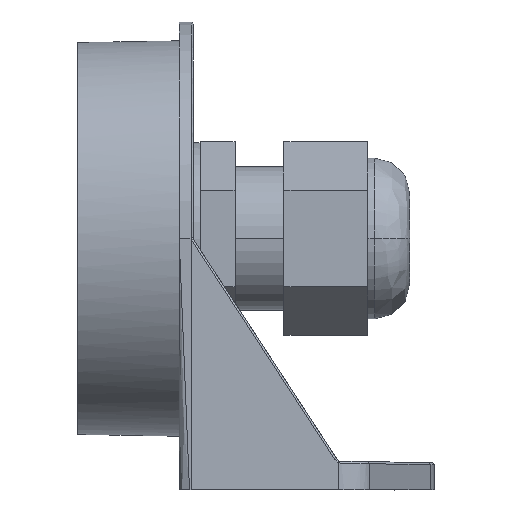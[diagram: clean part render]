
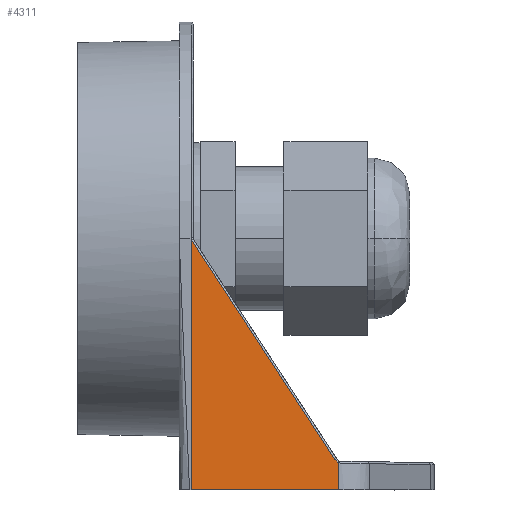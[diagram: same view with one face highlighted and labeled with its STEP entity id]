
A CAD part, left-side view. The second image highlights one B-rep face of the part: STEP entity #4311.
In plain terms, the highlighted planar face has unit normal (-0.999, -0.035, 0).
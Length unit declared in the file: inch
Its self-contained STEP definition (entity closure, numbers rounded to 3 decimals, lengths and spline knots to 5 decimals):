
#469 = EDGE_LOOP ( 'NONE', ( #15348, #10177, #16673, #17240, #3400, #11173, #19832, #8996 ) ) ;
#507 = CARTESIAN_POINT ( 'NONE',  ( -1.19217, -0.79878, -1.24657 ) ) ;
#702 = VERTEX_POINT ( 'NONE', #8592 ) ;
#836 = CARTESIAN_POINT ( 'NONE',  ( -1.22045, 0.01114, 0. ) ) ;
#944 = EDGE_CURVE ( 'NONE', #4500, #12649, #18993, .T. ) ;
#1129 = CARTESIAN_POINT ( 'NONE',  ( -1.22047, 0.01181, 0. ) ) ;
#1633 = CARTESIAN_POINT ( 'NONE',  ( -1.19161, -0.81481, -1.26093 ) ) ;
#1843 = CARTESIAN_POINT ( 'NONE',  ( -1.19201, -0.80322, -1.25196 ) ) ;
#2169 = CARTESIAN_POINT ( 'NONE',  ( -1.19205, -0.80207, -1.2507 ) ) ;
#2302 = VERTEX_POINT ( 'NONE', #16946 ) ;
#2429 = LINE ( 'NONE', #1129, #6631 ) ;
#2651 = B_SPLINE_CURVE_WITH_KNOTS ( 'NONE', 3,
 ( #6221, #6328, #17481, #14503 ),
 .UNSPECIFIED., .F., .F.,
 ( 4, 4 ),
 ( 0., 1. ),
 .UNSPECIFIED. ) ;
#2917 = CARTESIAN_POINT ( 'NONE',  ( -1.19193, -0.80558, -1.25416 ) ) ;
#3343 = CARTESIAN_POINT ( 'NONE',  ( -1.22281, 0.0787, 0. ) ) ;
#3400 = ORIENTED_EDGE ( 'NONE', *, *, #11908, .T. ) ;
#4311 = ADVANCED_FACE ( 'NONE', ( #19137 ), #20735, .T. ) ;
#4393 = CARTESIAN_POINT ( 'NONE',  ( -1.19176, -0.81052, -1.2581 ) ) ;
#4402 = VERTEX_POINT ( 'NONE', #19556 ) ;
#4435 = EDGE_CURVE ( 'NONE', #4500, #2302, #16495, .T. ) ;
#4497 = CARTESIAN_POINT ( 'NONE',  ( -1.1919, -0.8064, -1.25486 ) ) ;
#4500 = VERTEX_POINT ( 'NONE', #14904 ) ;
#4591 = CARTESIAN_POINT ( 'NONE',  ( -1.19163, -0.81406, -1.2605 ) ) ;
#5144 = CARTESIAN_POINT ( 'NONE',  ( -1.19151, -0.81759, -1.41732 ) ) ;
#5149 = AXIS2_PLACEMENT_3D ( 'NONE', #3343, #16059, #7907 ) ;
#5992 = CARTESIAN_POINT ( 'NONE',  ( -1.19161, -0.81481, -1.26093 ) ) ;
#6221 = CARTESIAN_POINT ( 'NONE',  ( -1.19151, -0.81759, -1.26238 ) ) ;
#6233 = EDGE_CURVE ( 'NONE', #12649, #18425, #2651, .T. ) ;
#6328 = CARTESIAN_POINT ( 'NONE',  ( -1.19154, -0.81669, -1.26197 ) ) ;
#6507 = CARTESIAN_POINT ( 'NONE',  ( -1.19209, -0.801, -1.24947 ) ) ;
#6631 = VECTOR ( 'NONE', #9605, 39.37008 ) ;
#6936 = CARTESIAN_POINT ( 'NONE',  ( -1.19207, -0.80156, -1.25012 ) ) ;
#7156 = EDGE_CURVE ( 'NONE', #17775, #17244, #19527, .T. ) ;
#7339 = EDGE_CURVE ( 'NONE', #17244, #4402, #9708, .T. ) ;
#7418 = VECTOR ( 'NONE', #10481, 39.37008 ) ;
#7691 = CARTESIAN_POINT ( 'NONE',  ( -1.19181, -0.8091, -1.25704 ) ) ;
#7907 = DIRECTION ( 'NONE',  ( 0.035, -0.999, 0. ) ) ;
#8105 = CARTESIAN_POINT ( 'NONE',  ( -1.19167, -0.81292, -1.25978 ) ) ;
#8148 = CARTESIAN_POINT ( 'NONE',  ( -1.22039, 0.00944, -0.00652 ) ) ;
#8227 = CARTESIAN_POINT ( 'NONE',  ( -1.22281, 0.0787, 0. ) ) ;
#8230 = B_SPLINE_CURVE_WITH_KNOTS ( 'NONE', 3,
 ( #1633, #4591, #8105, #14573, #12468, #4393, #10877, #7691, #20618, #4497, #2917, #15848, #9805, #1843, #2169, #6936, #10122, #6507, #13088, #11827, #14890 ),
 .UNSPECIFIED., .F., .F.,
 ( 4, 1, 1, 2, 2, 1, 2, 2, 1, 1, 2, 2, 4 ),
 ( 0., 0.125, 0.1875, 0.21875, 0.25, 0.375, 0.4375, 0.5, 0.625, 0.6875, 0.71875, 0.75, 1. ),
 .UNSPECIFIED. ) ;
#8592 = CARTESIAN_POINT ( 'NONE',  ( -1.19217, -0.79878, -1.24657 ) ) ;
#8996 = ORIENTED_EDGE ( 'NONE', *, *, #6233, .T. ) ;
#9605 = DIRECTION ( 'NONE',  ( 0., 0., -1. ) ) ;
#9708 = LINE ( 'NONE', #8227, #9769 ) ;
#9769 = VECTOR ( 'NONE', #19557, 39.37008 ) ;
#9805 = CARTESIAN_POINT ( 'NONE',  ( -1.19198, -0.80418, -1.2529 ) ) ;
#9953 = CARTESIAN_POINT ( 'NONE',  ( -1.22032, 0.00757, -0.00939 ) ) ;
#10122 = CARTESIAN_POINT ( 'NONE',  ( -1.19208, -0.80122, -1.24973 ) ) ;
#10177 = ORIENTED_EDGE ( 'NONE', *, *, #19817, .T. ) ;
#10481 = DIRECTION ( 'NONE',  ( -0.019, 0.546, 0.838 ) ) ;
#10877 = CARTESIAN_POINT ( 'NONE',  ( -1.19176, -0.81036, -1.25798 ) ) ;
#11173 = ORIENTED_EDGE ( 'NONE', *, *, #4435, .F. ) ;
#11827 = CARTESIAN_POINT ( 'NONE',  ( -1.19215, -0.79927, -1.24732 ) ) ;
#11908 = EDGE_CURVE ( 'NONE', #4402, #2302, #2429, .T. ) ;
#12468 = CARTESIAN_POINT ( 'NONE',  ( -1.19174, -0.81093, -1.25839 ) ) ;
#12649 = VERTEX_POINT ( 'NONE', #14017 ) ;
#13088 = CARTESIAN_POINT ( 'NONE',  ( -1.19212, -0.79997, -1.24824 ) ) ;
#13420 = DIRECTION ( 'NONE',  ( -0.035, 0.999, 0. ) ) ;
#14017 = CARTESIAN_POINT ( 'NONE',  ( -1.19151, -0.81759, -1.26238 ) ) ;
#14503 = CARTESIAN_POINT ( 'NONE',  ( -1.19161, -0.81481, -1.26093 ) ) ;
#14573 = CARTESIAN_POINT ( 'NONE',  ( -1.19172, -0.81153, -1.25883 ) ) ;
#14890 = CARTESIAN_POINT ( 'NONE',  ( -1.19217, -0.79878, -1.24657 ) ) ;
#14904 = CARTESIAN_POINT ( 'NONE',  ( -1.19151, -0.81759, -1.41732 ) ) ;
#15266 = VECTOR ( 'NONE', #19306, 39.37008 ) ;
#15348 = ORIENTED_EDGE ( 'NONE', *, *, #17706, .T. ) ;
#15848 = CARTESIAN_POINT ( 'NONE',  ( -1.19194, -0.80512, -1.25375 ) ) ;
#15920 = CARTESIAN_POINT ( 'NONE',  ( -1.19151, -0.81759, 0. ) ) ;
#16059 = DIRECTION ( 'NONE',  ( -0.999, -0.035, 0. ) ) ;
#16419 = CARTESIAN_POINT ( 'NONE',  ( -1.22045, 0.01114, 0. ) ) ;
#16495 = LINE ( 'NONE', #5144, #18366 ) ;
#16673 = ORIENTED_EDGE ( 'NONE', *, *, #7156, .T. ) ;
#16946 = CARTESIAN_POINT ( 'NONE',  ( -1.22047, 0.01181, -1.41732 ) ) ;
#17240 = ORIENTED_EDGE ( 'NONE', *, *, #7339, .T. ) ;
#17244 = VERTEX_POINT ( 'NONE', #836 ) ;
#17481 = CARTESIAN_POINT ( 'NONE',  ( -1.19157, -0.81576, -1.26148 ) ) ;
#17706 = EDGE_CURVE ( 'NONE', #18425, #702, #8230, .T. ) ;
#17775 = VERTEX_POINT ( 'NONE', #18071 ) ;
#18071 = CARTESIAN_POINT ( 'NONE',  ( -1.22032, 0.00757, -0.00939 ) ) ;
#18366 = VECTOR ( 'NONE', #13420, 39.37008 ) ;
#18425 = VERTEX_POINT ( 'NONE', #5992 ) ;
#18993 = LINE ( 'NONE', #15920, #15266 ) ;
#19137 = FACE_OUTER_BOUND ( 'NONE', #469, .T. ) ;
#19306 = DIRECTION ( 'NONE',  ( 0., 0., 1. ) ) ;
#19527 = B_SPLINE_CURVE_WITH_KNOTS ( 'NONE', 3,
 ( #9953, #8148, #19590, #16419 ),
 .UNSPECIFIED., .F., .F.,
 ( 4, 4 ),
 ( 0., 1. ),
 .UNSPECIFIED. ) ;
#19556 = CARTESIAN_POINT ( 'NONE',  ( -1.22047, 0.01181, 0. ) ) ;
#19557 = DIRECTION ( 'NONE',  ( -0.035, 0.999, 0. ) ) ;
#19590 = CARTESIAN_POINT ( 'NONE',  ( -1.22043, 0.01063, -0.00339 ) ) ;
#19817 = EDGE_CURVE ( 'NONE', #702, #17775, #20118, .T. ) ;
#19832 = ORIENTED_EDGE ( 'NONE', *, *, #944, .T. ) ;
#20118 = LINE ( 'NONE', #507, #7418 ) ;
#20618 = CARTESIAN_POINT ( 'NONE',  ( -1.19186, -0.80768, -1.25593 ) ) ;
#20735 = PLANE ( 'NONE',  #5149 ) ;
